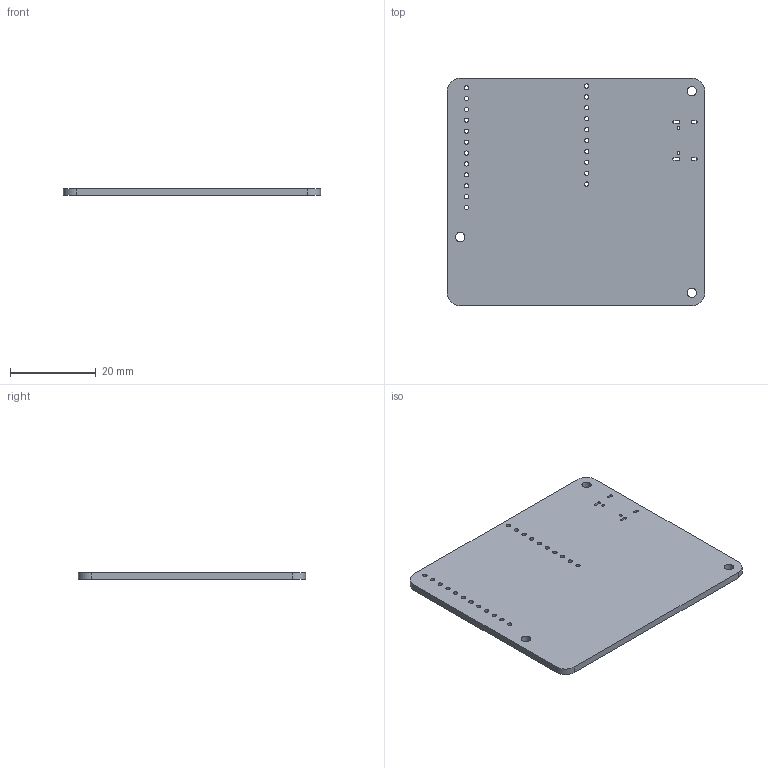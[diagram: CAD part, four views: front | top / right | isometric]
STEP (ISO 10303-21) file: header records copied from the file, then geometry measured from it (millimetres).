
FILE_DESCRIPTION(/* description */ ('STEP AP242','CAx-IF Rec.Pracs.---Representation and Presentation of Product Manufacturing Information (PMI)---4.0---2014-10-13','CAx-IF Rec.Pracs.---3D Tessellated Geometry---0.4---2014-09-14','2;1'),/* implementation_level */ '2;1');
FILE_NAME(/* name */ 'Main Assembly - _autosave-busbuddy_PCB',/* time_stamp */ '2024-12-17T02:48:59Z',/* author */ (''),/* organization */ (''),/* preprocessor_version */ 'ST-DEVELOPER v20',/* originating_system */ 'ONSHAPE BY PTC INC, 1.191',/* authorisation */ ' ');
FILE_SCHEMA (('AP242_MANAGED_MODEL_BASED_3D_ENGINEERING_MIM_LF { 1 0 10303 442 1 1 4 }'));
Length unit declared in the file: metre
Products named in the file (1): _autosave-busbuddy_PCB
Bounding box: 60 x 53 x 1.6 mm (x, y, z)
Volume: 5023.2 mm3; surface area: 6806.9 mm2
Topology: 1 solids, 1 shells, 53 faces, 153 edges, 102 vertices
Faces by surface type: cylinder 39, plane 14
Full cylindrical faces by diameter (mm): 0.65 x2, 1 x22, 2.2 x3
Entity records: 1796 total; most frequent: DIRECTION 312, CARTESIAN_POINT 282, ORIENTED_EDGE 252, EDGE_LOOP 142, FACE_BOUND 142, AXIS2_PLACEMENT_3D 132, EDGE_CURVE 126, VERTEX_POINT 102
